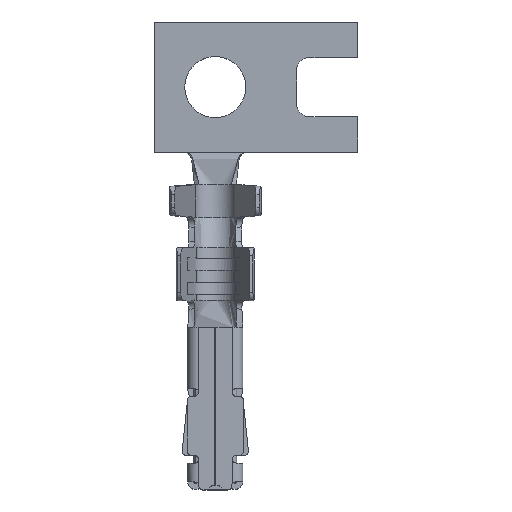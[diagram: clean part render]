
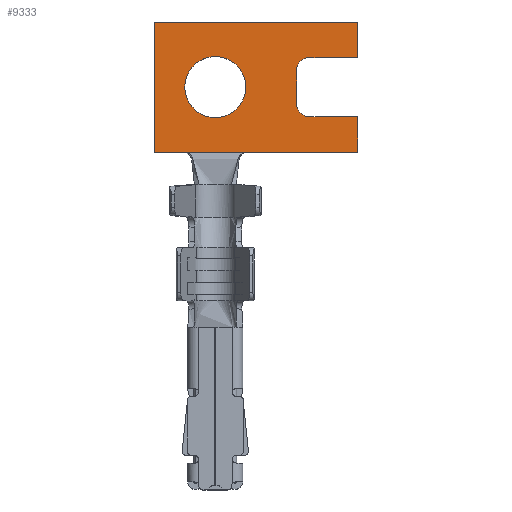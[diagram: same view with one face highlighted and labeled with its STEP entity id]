
A CAD part, top view. The second image highlights one B-rep face of the part: STEP entity #9333.
In plain terms, the highlighted planar face has unit normal (0, 0, 1).
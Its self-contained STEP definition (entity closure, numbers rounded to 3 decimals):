
#37=CARTESIAN_POINT('',(-8.5,9.5,-0.825));
#38=VERTEX_POINT('',#37);
#45=CARTESIAN_POINT('',(-3.5,9.5,-0.825));
#46=VERTEX_POINT('',#45);
#47=CARTESIAN_POINT('',(-8.5,9.5,-0.825));
#48=DIRECTION('',(1.,0.,0.));
#49=VECTOR('',#48,5.);
#50=LINE('',#47,#49);
#51=EDGE_CURVE('',#38,#46,#50,.T.);
#77=CARTESIAN_POINT('',(-8.5,6.3,-0.825));
#78=VERTEX_POINT('',#77);
#85=CARTESIAN_POINT('',(-8.5,6.3,-0.825));
#86=DIRECTION('',(0.,1.,0.));
#87=VECTOR('',#86,3.2);
#88=LINE('',#85,#87);
#89=EDGE_CURVE('',#78,#38,#88,.T.);
#114=CARTESIAN_POINT('',(-7.765,6.3,-0.825));
#115=VERTEX_POINT('',#114);
#139=CARTESIAN_POINT('',(-7.765,6.3,-0.825));
#140=DIRECTION('',(-1.,0.,0.));
#141=VECTOR('',#140,0.735);
#142=LINE('',#139,#141);
#143=EDGE_CURVE('',#115,#78,#142,.T.);
#154=CARTESIAN_POINT('',(-6.235,6.3,-0.825));
#155=VERTEX_POINT('',#154);
#189=CARTESIAN_POINT('',(-3.5,6.3,-0.825));
#190=VERTEX_POINT('',#189);
#197=CARTESIAN_POINT('',(-3.5,6.3,-0.825));
#198=DIRECTION('',(-1.,0.,0.));
#199=VECTOR('',#198,2.735);
#200=LINE('',#197,#199);
#201=EDGE_CURVE('',#190,#155,#200,.T.);
#252=CARTESIAN_POINT('',(-6.235,6.3,-0.825));
#253=DIRECTION('',(-1.,0.,0.));
#254=VECTOR('',#253,1.531);
#255=LINE('',#252,#254);
#256=EDGE_CURVE('',#155,#115,#255,.T.);
#9254=CARTESIAN_POINT('',(-3.5,7.9,-0.825));
#9255=DIRECTION('',(1.,0.,0.));
#9256=DIRECTION('',(0.,-0.,1.));
#9257=AXIS2_PLACEMENT_3D('',#9254,#9256,#9255);
#9258=PLANE('',#9257);
#9259=ORIENTED_EDGE('',*,*,#143,.F.);
#9260=ORIENTED_EDGE('',*,*,#256,.F.);
#9261=ORIENTED_EDGE('',*,*,#201,.F.);
#9262=CARTESIAN_POINT('',(-3.5,7.175,-0.825));
#9263=VERTEX_POINT('',#9262);
#9264=CARTESIAN_POINT('',(-3.5,7.175,-0.825));
#9265=DIRECTION('',(0.,-1.,0.));
#9266=VECTOR('',#9265,0.875);
#9267=LINE('',#9264,#9266);
#9268=EDGE_CURVE('',#9263,#190,#9267,.T.);
#9269=ORIENTED_EDGE('',*,*,#9268,.F.);
#9270=CARTESIAN_POINT('',(-4.7,7.175,-0.825));
#9271=VERTEX_POINT('',#9270);
#9272=CARTESIAN_POINT('',(-3.5,7.175,-0.825));
#9273=DIRECTION('',(-1.,0.,0.));
#9274=VECTOR('',#9273,1.2);
#9275=LINE('',#9272,#9274);
#9276=EDGE_CURVE('',#9263,#9271,#9275,.T.);
#9277=ORIENTED_EDGE('',*,*,#9276,.T.);
#9278=CARTESIAN_POINT('',(-5.,7.475,-0.825));
#9279=VERTEX_POINT('',#9278);
#9280=CARTESIAN_POINT('',(-4.7,7.475,-0.825));
#9281=DIRECTION('',(0.,-1.,0.));
#9282=DIRECTION('',(0.,0.,-1.));
#9283=AXIS2_PLACEMENT_3D('',#9280,#9282,#9281);
#9284=CIRCLE('',#9283,0.3);
#9285=EDGE_CURVE('',#9271,#9279,#9284,.T.);
#9286=ORIENTED_EDGE('',*,*,#9285,.T.);
#9287=CARTESIAN_POINT('',(-5.,8.325,-0.825));
#9288=VERTEX_POINT('',#9287);
#9289=CARTESIAN_POINT('',(-5.,7.475,-0.825));
#9290=DIRECTION('',(0.,1.,0.));
#9291=VECTOR('',#9290,0.85);
#9292=LINE('',#9289,#9291);
#9293=EDGE_CURVE('',#9279,#9288,#9292,.T.);
#9294=ORIENTED_EDGE('',*,*,#9293,.T.);
#9295=CARTESIAN_POINT('',(-4.7,8.625,-0.825));
#9296=VERTEX_POINT('',#9295);
#9297=CARTESIAN_POINT('',(-4.7,8.325,-0.825));
#9298=DIRECTION('',(-1.,0.,0.));
#9299=DIRECTION('',(0.,0.,-1.));
#9300=AXIS2_PLACEMENT_3D('',#9297,#9299,#9298);
#9301=CIRCLE('',#9300,0.3);
#9302=EDGE_CURVE('',#9288,#9296,#9301,.T.);
#9303=ORIENTED_EDGE('',*,*,#9302,.T.);
#9304=CARTESIAN_POINT('',(-3.5,8.625,-0.825));
#9305=VERTEX_POINT('',#9304);
#9306=CARTESIAN_POINT('',(-4.7,8.625,-0.825));
#9307=DIRECTION('',(1.,0.,0.));
#9308=VECTOR('',#9307,1.2);
#9309=LINE('',#9306,#9308);
#9310=EDGE_CURVE('',#9296,#9305,#9309,.T.);
#9311=ORIENTED_EDGE('',*,*,#9310,.T.);
#9312=CARTESIAN_POINT('',(-3.5,9.5,-0.825));
#9313=DIRECTION('',(0.,-1.,0.));
#9314=VECTOR('',#9313,0.875);
#9315=LINE('',#9312,#9314);
#9316=EDGE_CURVE('',#46,#9305,#9315,.T.);
#9317=ORIENTED_EDGE('',*,*,#9316,.F.);
#9318=ORIENTED_EDGE('',*,*,#51,.F.);
#9319=ORIENTED_EDGE('',*,*,#89,.F.);
#9320=EDGE_LOOP('',(#9259,#9260,#9261,#9269,#9277,#9286,#9294,#9303,#9311,#9317,#9318,#9319));
#9321=FACE_OUTER_BOUND('',#9320,.T.);
#9322=CARTESIAN_POINT('',(-7.,8.65,-0.825));
#9323=VERTEX_POINT('',#9322);
#9324=CARTESIAN_POINT('',(-7.,7.9,-0.825));
#9325=DIRECTION('',(0.,1.,0.));
#9326=DIRECTION('',(0.,0.,-1.));
#9327=AXIS2_PLACEMENT_3D('',#9324,#9326,#9325);
#9328=CIRCLE('',#9327,0.75);
#9329=EDGE_CURVE('',#9323,#9323,#9328,.T.);
#9330=ORIENTED_EDGE('',*,*,#9329,.T.);
#9331=EDGE_LOOP('',(#9330));
#9332=FACE_BOUND('',#9331,.T.);
#9333=ADVANCED_FACE('',(#9321,#9332),#9258,.T.);
